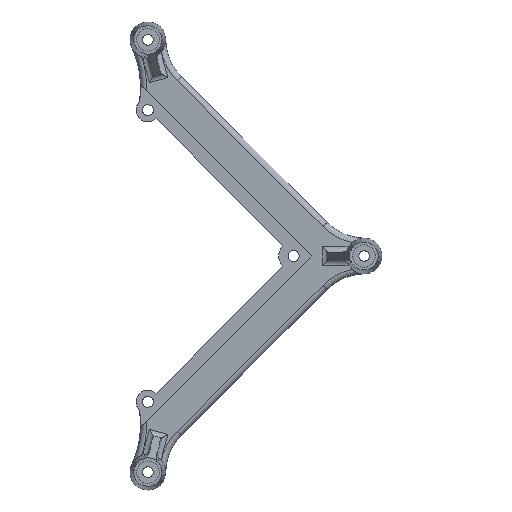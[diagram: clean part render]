
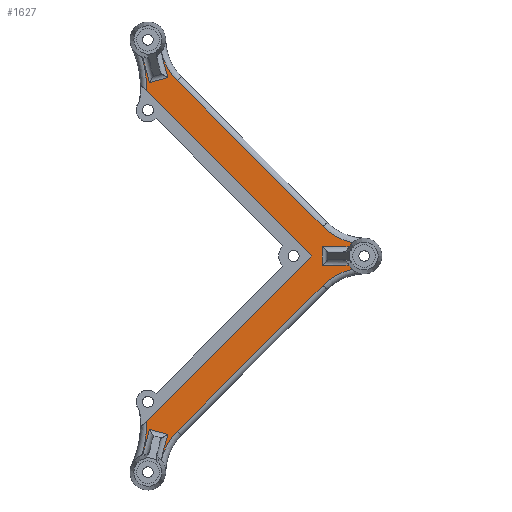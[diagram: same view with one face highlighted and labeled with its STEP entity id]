
A CAD part, front view. The second image highlights one B-rep face of the part: STEP entity #1627.
In plain terms, the highlighted planar face has unit normal (0, -1, 0).
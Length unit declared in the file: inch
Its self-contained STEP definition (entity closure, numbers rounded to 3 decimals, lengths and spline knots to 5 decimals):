
#173=LINE('',#2616,#268);
#174=LINE('',#2625,#269);
#176=LINE('',#2631,#271);
#185=LINE('',#2731,#280);
#187=LINE('',#2748,#282);
#190=LINE('',#2757,#285);
#193=LINE('',#2845,#288);
#194=LINE('',#2854,#289);
#195=LINE('',#2860,#290);
#196=LINE('',#2862,#291);
#197=LINE('',#2864,#292);
#198=LINE('',#2870,#293);
#199=LINE('',#2872,#294);
#268=VECTOR('',#1984,0.3937);
#269=VECTOR('',#1987,0.3937);
#271=VECTOR('',#1993,0.3937);
#280=VECTOR('',#2018,0.3937);
#282=VECTOR('',#2028,0.3937);
#285=VECTOR('',#2037,0.3937);
#288=VECTOR('',#2048,0.3937);
#289=VECTOR('',#2057,0.3937);
#290=VECTOR('',#2062,0.3937);
#291=VECTOR('',#2063,0.3937);
#292=VECTOR('',#2064,0.3937);
#293=VECTOR('',#2069,0.3937);
#294=VECTOR('',#2070,0.3937);
#385=FACE_OUTER_BOUND('',#484,.T.);
#484=EDGE_LOOP('',(#1184,#1185,#1186,#1187,#1188,#1189,#1190,#1191,#1192,
#1193,#1194,#1195,#1196,#1197,#1198,#1199,#1200,#1201,#1202,#1203,#1204,
#1205,#1206,#1207,#1208));
#577=CIRCLE('',#1764,0.1875);
#578=CIRCLE('',#1765,0.62978);
#579=CIRCLE('',#1766,0.62978);
#580=CIRCLE('',#1767,0.1875);
#581=CIRCLE('',#1768,0.1875);
#582=CIRCLE('',#1769,0.62978);
#583=CIRCLE('',#1770,0.62978);
#584=CIRCLE('',#1771,0.1875);
#585=CIRCLE('',#1772,0.1875);
#586=CIRCLE('',#1773,1.0625);
#587=CIRCLE('',#1774,1.0625);
#588=CIRCLE('',#1775,0.1875);
#691=VERTEX_POINT('',#2613);
#692=VERTEX_POINT('',#2615);
#693=VERTEX_POINT('',#2624);
#695=VERTEX_POINT('',#2630);
#707=VERTEX_POINT('',#2729);
#708=VERTEX_POINT('',#2730);
#713=VERTEX_POINT('',#2747);
#716=VERTEX_POINT('',#2756);
#723=VERTEX_POINT('',#2840);
#724=VERTEX_POINT('',#2842);
#725=VERTEX_POINT('',#2844);
#726=VERTEX_POINT('',#2846);
#727=VERTEX_POINT('',#2849);
#728=VERTEX_POINT('',#2851);
#729=VERTEX_POINT('',#2853);
#730=VERTEX_POINT('',#2855);
#731=VERTEX_POINT('',#2857);
#732=VERTEX_POINT('',#2859);
#733=VERTEX_POINT('',#2861);
#734=VERTEX_POINT('',#2863);
#735=VERTEX_POINT('',#2865);
#736=VERTEX_POINT('',#2867);
#737=VERTEX_POINT('',#2869);
#738=VERTEX_POINT('',#2871);
#739=VERTEX_POINT('',#2873);
#860=EDGE_CURVE('',#691,#692,#173,.T.);
#862=EDGE_CURVE('',#693,#691,#174,.T.);
#865=EDGE_CURVE('',#695,#693,#176,.T.);
#884=EDGE_CURVE('',#707,#708,#185,.T.);
#890=EDGE_CURVE('',#708,#713,#187,.T.);
#895=EDGE_CURVE('',#713,#716,#190,.T.);
#905=EDGE_CURVE('',#695,#723,#577,.T.);
#906=EDGE_CURVE('',#724,#723,#578,.T.);
#907=EDGE_CURVE('',#725,#724,#193,.T.);
#908=EDGE_CURVE('',#726,#725,#579,.T.);
#909=EDGE_CURVE('',#726,#716,#580,.T.);
#910=EDGE_CURVE('',#707,#727,#581,.T.);
#911=EDGE_CURVE('',#728,#727,#582,.T.);
#912=EDGE_CURVE('',#729,#728,#194,.T.);
#913=EDGE_CURVE('',#730,#729,#583,.T.);
#914=EDGE_CURVE('',#730,#731,#584,.T.);
#915=EDGE_CURVE('',#732,#731,#195,.T.);
#916=EDGE_CURVE('',#733,#732,#196,.T.);
#917=EDGE_CURVE('',#734,#733,#197,.T.);
#918=EDGE_CURVE('',#734,#735,#585,.T.);
#919=EDGE_CURVE('',#736,#735,#586,.T.);
#920=EDGE_CURVE('',#736,#737,#198,.T.);
#921=EDGE_CURVE('',#737,#738,#199,.T.);
#922=EDGE_CURVE('',#739,#738,#587,.T.);
#923=EDGE_CURVE('',#739,#692,#588,.T.);
#1184=ORIENTED_EDGE('',*,*,#865,.F.);
#1185=ORIENTED_EDGE('',*,*,#905,.T.);
#1186=ORIENTED_EDGE('',*,*,#906,.F.);
#1187=ORIENTED_EDGE('',*,*,#907,.F.);
#1188=ORIENTED_EDGE('',*,*,#908,.F.);
#1189=ORIENTED_EDGE('',*,*,#909,.T.);
#1190=ORIENTED_EDGE('',*,*,#895,.F.);
#1191=ORIENTED_EDGE('',*,*,#890,.F.);
#1192=ORIENTED_EDGE('',*,*,#884,.F.);
#1193=ORIENTED_EDGE('',*,*,#910,.T.);
#1194=ORIENTED_EDGE('',*,*,#911,.F.);
#1195=ORIENTED_EDGE('',*,*,#912,.F.);
#1196=ORIENTED_EDGE('',*,*,#913,.F.);
#1197=ORIENTED_EDGE('',*,*,#914,.T.);
#1198=ORIENTED_EDGE('',*,*,#915,.F.);
#1199=ORIENTED_EDGE('',*,*,#916,.F.);
#1200=ORIENTED_EDGE('',*,*,#917,.F.);
#1201=ORIENTED_EDGE('',*,*,#918,.T.);
#1202=ORIENTED_EDGE('',*,*,#919,.F.);
#1203=ORIENTED_EDGE('',*,*,#920,.T.);
#1204=ORIENTED_EDGE('',*,*,#921,.T.);
#1205=ORIENTED_EDGE('',*,*,#922,.F.);
#1206=ORIENTED_EDGE('',*,*,#923,.T.);
#1207=ORIENTED_EDGE('',*,*,#860,.F.);
#1208=ORIENTED_EDGE('',*,*,#862,.F.);
#1585=PLANE('',#1763);
#1627=ADVANCED_FACE('',(#385),#1585,.T.);
#1763=AXIS2_PLACEMENT_3D('',#2839,#2042,#2043);
#1764=AXIS2_PLACEMENT_3D('',#2841,#2044,#2045);
#1765=AXIS2_PLACEMENT_3D('',#2843,#2046,#2047);
#1766=AXIS2_PLACEMENT_3D('',#2847,#2049,#2050);
#1767=AXIS2_PLACEMENT_3D('',#2848,#2051,#2052);
#1768=AXIS2_PLACEMENT_3D('',#2850,#2053,#2054);
#1769=AXIS2_PLACEMENT_3D('',#2852,#2055,#2056);
#1770=AXIS2_PLACEMENT_3D('',#2856,#2058,#2059);
#1771=AXIS2_PLACEMENT_3D('',#2858,#2060,#2061);
#1772=AXIS2_PLACEMENT_3D('',#2866,#2065,#2066);
#1773=AXIS2_PLACEMENT_3D('',#2868,#2067,#2068);
#1774=AXIS2_PLACEMENT_3D('',#2874,#2071,#2072);
#1775=AXIS2_PLACEMENT_3D('',#2875,#2073,#2074);
#1984=DIRECTION('',(-0.259,0.,-0.966));
#1987=DIRECTION('',(-0.966,0.,0.259));
#1993=DIRECTION('',(0.259,0.,0.966));
#2018=DIRECTION('',(-1.,0.,0.));
#2028=DIRECTION('',(0.,0.,-1.));
#2037=DIRECTION('',(1.,0.,0.));
#2042=DIRECTION('center_axis',(0.,-1.,0.));
#2043=DIRECTION('ref_axis',(0.,0.,-1.));
#2044=DIRECTION('center_axis',(0.,1.,0.));
#2045=DIRECTION('ref_axis',(1.,0.,0.));
#2046=DIRECTION('center_axis',(0.,-1.,0.));
#2047=DIRECTION('ref_axis',(-0.921,0.,0.39));
#2048=DIRECTION('',(-0.707,0.,-0.707));
#2049=DIRECTION('center_axis',(0.,-1.,0.));
#2050=DIRECTION('ref_axis',(-0.39,0.,0.921));
#2051=DIRECTION('center_axis',(0.,1.,0.));
#2052=DIRECTION('ref_axis',(1.,0.,0.));
#2053=DIRECTION('center_axis',(0.,1.,0.));
#2054=DIRECTION('ref_axis',(1.,0.,0.));
#2055=DIRECTION('center_axis',(0.,-1.,0.));
#2056=DIRECTION('ref_axis',(-0.39,0.,-0.921));
#2057=DIRECTION('',(0.707,0.,-0.707));
#2058=DIRECTION('center_axis',(0.,-1.,0.));
#2059=DIRECTION('ref_axis',(-0.921,0.,-0.39));
#2060=DIRECTION('center_axis',(0.,1.,0.));
#2061=DIRECTION('ref_axis',(1.,0.,0.));
#2062=DIRECTION('',(-0.259,0.,0.966));
#2063=DIRECTION('',(0.966,0.,0.259));
#2064=DIRECTION('',(0.259,0.,-0.966));
#2065=DIRECTION('center_axis',(0.,1.,0.));
#2066=DIRECTION('ref_axis',(1.,0.,0.));
#2067=DIRECTION('center_axis',(0.,-1.,0.));
#2068=DIRECTION('ref_axis',(0.973,0.,0.229));
#2069=DIRECTION('',(0.707,0.,-0.707));
#2070=DIRECTION('',(-0.707,0.,-0.707));
#2071=DIRECTION('center_axis',(0.,-1.,0.));
#2072=DIRECTION('ref_axis',(0.973,0.,-0.229));
#2073=DIRECTION('center_axis',(0.,1.,0.));
#2074=DIRECTION('ref_axis',(1.,0.,0.));
#2613=CARTESIAN_POINT('',(-0.07094,-0.125,-1.82893));
#2615=CARTESIAN_POINT('',(-0.14393,-0.125,-2.10133));
#2616=CARTESIAN_POINT('',(0.19003,-0.125,-0.855));
#2624=CARTESIAN_POINT('',(0.12225,-0.125,-1.88069));
#2625=CARTESIAN_POINT('',(0.28217,-0.125,-1.92355));
#2630=CARTESIAN_POINT('',(0.04925,-0.125,-2.1531));
#2631=CARTESIAN_POINT('',(0.34609,-0.125,-1.0453));
#2729=CARTESIAN_POINT('',(2.03342,-0.125,0.1));
#2730=CARTESIAN_POINT('',(1.75141,-0.125,0.1));
#2731=CARTESIAN_POINT('',(1.56536,-0.125,0.1));
#2747=CARTESIAN_POINT('',(1.75141,-0.125,-0.1));
#2748=CARTESIAN_POINT('',(1.75141,-0.125,0.01));
#2756=CARTESIAN_POINT('',(2.03342,-0.125,-0.1));
#2757=CARTESIAN_POINT('',(1.42193,-0.125,-0.1));
#2839=CARTESIAN_POINT('Origin',(1.05182,-0.125,0.));
#2840=CARTESIAN_POINT('',(0.05159,-0.125,-2.15567));
#2841=CARTESIAN_POINT('Origin',(-0.08839,-0.125,-2.28042));
#2842=CARTESIAN_POINT('',(0.22097,-0.125,-1.84732));
#2843=CARTESIAN_POINT('Origin',(0.66629,-0.125,-2.29264));
#2844=CARTESIAN_POINT('',(1.75893,-0.125,-0.30936));
#2845=CARTESIAN_POINT('',(1.65949,-0.125,-0.4088));
#2846=CARTESIAN_POINT('',(2.06728,-0.125,-0.13998));
#2847=CARTESIAN_POINT('Origin',(2.20425,-0.125,-0.75468));
#2848=CARTESIAN_POINT('Origin',(2.19203,-0.125,0.));
#2849=CARTESIAN_POINT('',(2.06728,-0.125,0.13998));
#2850=CARTESIAN_POINT('Origin',(2.19203,-0.125,0.));
#2851=CARTESIAN_POINT('',(1.75893,-0.125,0.30936));
#2852=CARTESIAN_POINT('Origin',(2.20425,-0.125,0.75468));
#2853=CARTESIAN_POINT('',(0.22097,-0.125,1.84732));
#2854=CARTESIAN_POINT('',(0.89051,-0.125,1.17777));
#2855=CARTESIAN_POINT('',(0.05159,-0.125,2.15567));
#2856=CARTESIAN_POINT('Origin',(0.66629,-0.125,2.29264));
#2857=CARTESIAN_POINT('',(0.04925,-0.125,2.1531));
#2858=CARTESIAN_POINT('Origin',(-0.08839,-0.125,2.28042));
#2859=CARTESIAN_POINT('',(0.12225,-0.125,1.88069));
#2860=CARTESIAN_POINT('',(0.38321,-0.125,0.90676));
#2861=CARTESIAN_POINT('',(-0.07094,-0.125,1.82893));
#2862=CARTESIAN_POINT('',(0.26286,-0.125,1.91837));
#2863=CARTESIAN_POINT('',(-0.14393,-0.125,2.10133));
#2864=CARTESIAN_POINT('',(0.1529,-0.125,0.99354));
#2865=CARTESIAN_POINT('',(-0.1535,-0.125,2.10459));
#2866=CARTESIAN_POINT('Origin',(-0.08839,-0.125,2.28042));
#2867=CARTESIAN_POINT('',(-0.1031,-0.125,1.74359));
#2868=CARTESIAN_POINT('Origin',(-1.165,-0.125,1.77936));
#2869=CARTESIAN_POINT('',(1.64049,-0.125,0.));
#2870=CARTESIAN_POINT('',(-0.16535,-0.125,1.80584));
#2871=CARTESIAN_POINT('',(-0.1031,-0.125,-1.74359));
#2872=CARTESIAN_POINT('',(1.64049,-0.125,0.));
#2873=CARTESIAN_POINT('',(-0.1535,-0.125,-2.10459));
#2874=CARTESIAN_POINT('Origin',(-1.165,-0.125,-1.77936));
#2875=CARTESIAN_POINT('Origin',(-0.08839,-0.125,-2.28042));
